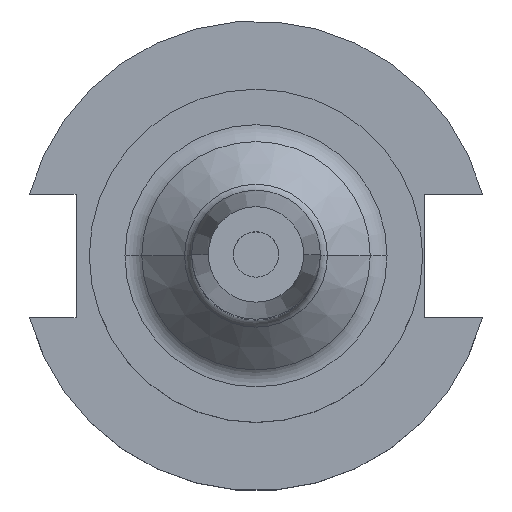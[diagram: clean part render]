
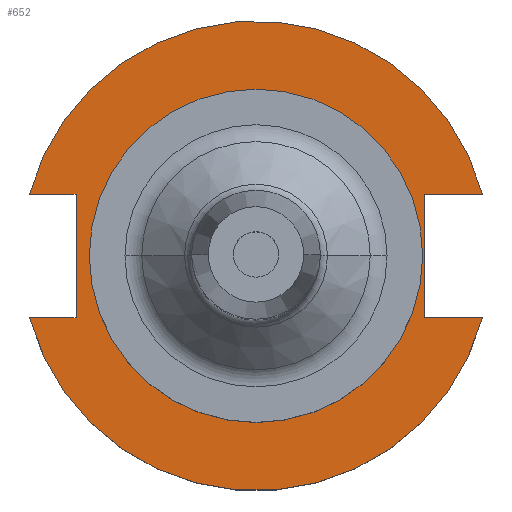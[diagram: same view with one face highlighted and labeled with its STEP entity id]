
A CAD part, top view. The second image highlights one B-rep face of the part: STEP entity #652.
In plain terms, the highlighted planar face has unit normal (0, 0, 1).
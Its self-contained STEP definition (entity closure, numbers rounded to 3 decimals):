
#39 = ORIENTED_EDGE ( 'NONE', *, *, #1840, .F. ) ;
#53 = DIRECTION ( 'NONE',  ( 1., 0., 0. ) ) ;
#90 = EDGE_CURVE ( 'NONE', #870, #105, #913, .T. ) ;
#105 = VERTEX_POINT ( 'NONE', #446 ) ;
#115 = VERTEX_POINT ( 'NONE', #1857 ) ;
#168 = DIRECTION ( 'NONE',  ( 1., 0., 0. ) ) ;
#175 = DIRECTION ( 'NONE',  ( 0., 0., 1. ) ) ;
#200 = DIRECTION ( 'NONE',  ( 0., 1., 0. ) ) ;
#224 = LINE ( 'NONE', #1412, #553 ) ;
#254 = EDGE_CURVE ( 'NONE', #115, #1698, #1356, .T. ) ;
#285 = VERTEX_POINT ( 'NONE', #1283 ) ;
#319 = CIRCLE ( 'NONE', #667, 49.212 ) ;
#331 = AXIS2_PLACEMENT_3D ( 'NONE', #1331, #484, #1475 ) ;
#333 = FACE_BOUND ( 'NONE', #1008, .T. ) ;
#336 = ORIENTED_EDGE ( 'NONE', *, *, #254, .F. ) ;
#342 = CARTESIAN_POINT ( 'NONE',  ( 0., 0., 19.05 ) ) ;
#446 = CARTESIAN_POINT ( 'NONE',  ( -47.477, 12.954, 19.05 ) ) ;
#463 = AXIS2_PLACEMENT_3D ( 'NONE', #1047, #175, #1179 ) ;
#469 = EDGE_CURVE ( 'NONE', #515, #870, #224, .T. ) ;
#483 = DIRECTION ( 'NONE',  ( 1., 0., 0. ) ) ;
#484 = DIRECTION ( 'NONE',  ( 0., 0., 1. ) ) ;
#515 = VERTEX_POINT ( 'NONE', #906 ) ;
#544 = CARTESIAN_POINT ( 'NONE',  ( -34.925, 0., 19.05 ) ) ;
#553 = VECTOR ( 'NONE', #200, 1000. ) ;
#568 = CARTESIAN_POINT ( 'NONE',  ( 35.306, 12.954, 19.05 ) ) ;
#574 = VERTEX_POINT ( 'NONE', #1265 ) ;
#583 = CIRCLE ( 'NONE', #463, 34.925 ) ;
#652 = ADVANCED_FACE ( 'NONE', ( #333, #1843 ), #1448, .T. ) ;
#657 = EDGE_CURVE ( 'NONE', #574, #115, #1063, .T. ) ;
#667 = AXIS2_PLACEMENT_3D ( 'NONE', #342, #1330, #483 ) ;
#691 = AXIS2_PLACEMENT_3D ( 'NONE', #741, #1443, #168 ) ;
#721 = CARTESIAN_POINT ( 'NONE',  ( 47.477, -12.954, 19.05 ) ) ;
#728 = VECTOR ( 'NONE', #1789, 1000. ) ;
#733 = CARTESIAN_POINT ( 'NONE',  ( -63.719, 12.954, 19.05 ) ) ;
#739 = EDGE_CURVE ( 'NONE', #833, #1847, #1251, .T. ) ;
#741 = CARTESIAN_POINT ( 'NONE',  ( 0., 49.212, 19.05 ) ) ;
#756 = DIRECTION ( 'NONE',  ( 0., 0., 1. ) ) ;
#787 = ORIENTED_EDGE ( 'NONE', *, *, #1549, .T. ) ;
#800 = CARTESIAN_POINT ( 'NONE',  ( -63.719, -12.954, 19.05 ) ) ;
#833 = VERTEX_POINT ( 'NONE', #1094 ) ;
#857 = EDGE_CURVE ( 'NONE', #833, #515, #1854, .T. ) ;
#870 = VERTEX_POINT ( 'NONE', #924 ) ;
#906 = CARTESIAN_POINT ( 'NONE',  ( -37.719, -12.954, 19.05 ) ) ;
#913 = LINE ( 'NONE', #733, #1614 ) ;
#917 = CARTESIAN_POINT ( 'NONE',  ( 35.306, -12.954, 19.05 ) ) ;
#924 = CARTESIAN_POINT ( 'NONE',  ( -37.719, 12.954, 19.05 ) ) ;
#954 = AXIS2_PLACEMENT_3D ( 'NONE', #1594, #756, #1740 ) ;
#983 = VECTOR ( 'NONE', #997, 1000. ) ;
#997 = DIRECTION ( 'NONE',  ( 0., -1., 0. ) ) ;
#1008 = EDGE_LOOP ( 'NONE', ( #39, #1089 ) ) ;
#1027 = DIRECTION ( 'NONE',  ( -1., 0., 0. ) ) ;
#1040 = ORIENTED_EDGE ( 'NONE', *, *, #90, .F. ) ;
#1047 = CARTESIAN_POINT ( 'NONE',  ( 0., 0., 19.05 ) ) ;
#1063 = LINE ( 'NONE', #1584, #1750 ) ;
#1089 = ORIENTED_EDGE ( 'NONE', *, *, #1823, .F. ) ;
#1094 = CARTESIAN_POINT ( 'NONE',  ( -47.477, -12.954, 19.05 ) ) ;
#1179 = DIRECTION ( 'NONE',  ( 1., 0., 0. ) ) ;
#1183 = ORIENTED_EDGE ( 'NONE', *, *, #739, .T. ) ;
#1209 = ORIENTED_EDGE ( 'NONE', *, *, #1587, .F. ) ;
#1251 = CIRCLE ( 'NONE', #331, 49.212 ) ;
#1265 = CARTESIAN_POINT ( 'NONE',  ( 47.477, 12.954, 19.05 ) ) ;
#1283 = CARTESIAN_POINT ( 'NONE',  ( 34.925, 0., 19.05 ) ) ;
#1330 = DIRECTION ( 'NONE',  ( 0., 0., 1. ) ) ;
#1331 = CARTESIAN_POINT ( 'NONE',  ( 0., 0., 19.05 ) ) ;
#1332 = ORIENTED_EDGE ( 'NONE', *, *, #657, .F. ) ;
#1356 = LINE ( 'NONE', #568, #983 ) ;
#1395 = CARTESIAN_POINT ( 'NONE',  ( 35.306, -12.954, 19.05 ) ) ;
#1412 = CARTESIAN_POINT ( 'NONE',  ( -37.719, 12.954, 19.05 ) ) ;
#1443 = DIRECTION ( 'NONE',  ( 0., 0., 1. ) ) ;
#1448 = PLANE ( 'NONE',  #691 ) ;
#1470 = ORIENTED_EDGE ( 'NONE', *, *, #469, .F. ) ;
#1475 = DIRECTION ( 'NONE',  ( 1., 0., 0. ) ) ;
#1549 = EDGE_CURVE ( 'NONE', #574, #105, #319, .T. ) ;
#1575 = DIRECTION ( 'NONE',  ( -1., 0., 0. ) ) ;
#1584 = CARTESIAN_POINT ( 'NONE',  ( 35.306, 12.954, 19.05 ) ) ;
#1587 = EDGE_CURVE ( 'NONE', #1698, #1847, #1790, .T. ) ;
#1594 = CARTESIAN_POINT ( 'NONE',  ( 0., 0., 19.05 ) ) ;
#1598 = EDGE_LOOP ( 'NONE', ( #1183, #1209, #336, #1332, #787, #1040, #1470, #1841 ) ) ;
#1614 = VECTOR ( 'NONE', #1575, 1000. ) ;
#1698 = VERTEX_POINT ( 'NONE', #1395 ) ;
#1708 = CIRCLE ( 'NONE', #954, 34.925 ) ;
#1725 = VERTEX_POINT ( 'NONE', #544 ) ;
#1734 = VECTOR ( 'NONE', #53, 1000. ) ;
#1740 = DIRECTION ( 'NONE',  ( 1., 0., 0. ) ) ;
#1750 = VECTOR ( 'NONE', #1027, 1000. ) ;
#1789 = DIRECTION ( 'NONE',  ( 1., 0., 0. ) ) ;
#1790 = LINE ( 'NONE', #917, #1734 ) ;
#1823 = EDGE_CURVE ( 'NONE', #1725, #285, #583, .T. ) ;
#1840 = EDGE_CURVE ( 'NONE', #285, #1725, #1708, .T. ) ;
#1841 = ORIENTED_EDGE ( 'NONE', *, *, #857, .F. ) ;
#1843 = FACE_OUTER_BOUND ( 'NONE', #1598, .T. ) ;
#1847 = VERTEX_POINT ( 'NONE', #721 ) ;
#1854 = LINE ( 'NONE', #800, #728 ) ;
#1857 = CARTESIAN_POINT ( 'NONE',  ( 35.306, 12.954, 19.05 ) ) ;
